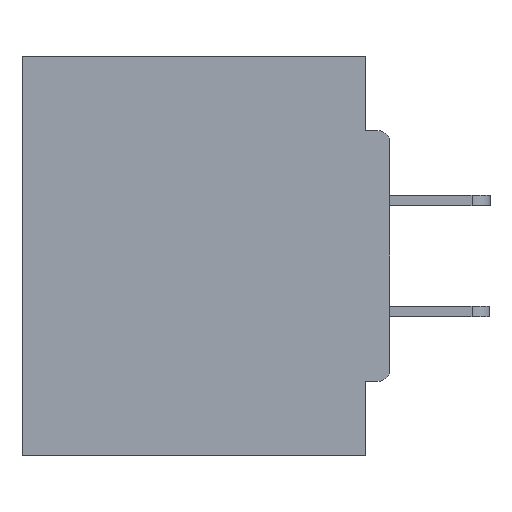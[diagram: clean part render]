
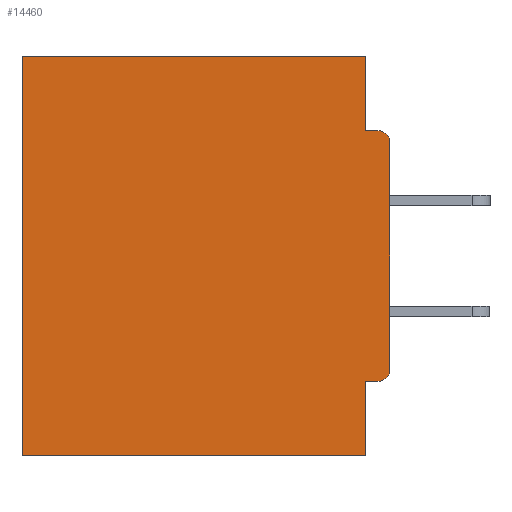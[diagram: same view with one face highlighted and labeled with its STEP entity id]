
A CAD part, left-side view. The second image highlights one B-rep face of the part: STEP entity #14460.
In plain terms, the highlighted planar face has unit normal (-1, 0, 0).
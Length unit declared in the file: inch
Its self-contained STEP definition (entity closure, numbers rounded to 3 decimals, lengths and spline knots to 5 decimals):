
#198 = ORIENTED_EDGE ( 'NONE', *, *, #6949, .T. ) ;
#616 = AXIS2_PLACEMENT_3D ( 'NONE', #23649, #16436, #14212 ) ;
#669 = ORIENTED_EDGE ( 'NONE', *, *, #11086, .F. ) ;
#867 = VERTEX_POINT ( 'NONE', #26702 ) ;
#1170 = CARTESIAN_POINT ( 'NONE',  ( 0.298, 0., 0. ) ) ;
#1823 = CARTESIAN_POINT ( 'NONE',  ( 0.298, 0.031, -0.0935 ) ) ;
#1833 = DIRECTION ( 'NONE',  ( 0., 0., -1. ) ) ;
#2359 = DIRECTION ( 'NONE',  ( -1., 0., 0. ) ) ;
#2880 = CARTESIAN_POINT ( 'NONE',  ( 0.298, 0., -0.3915 ) ) ;
#2978 = CARTESIAN_POINT ( 'NONE',  ( 0.298, 0.031, -0.4065 ) ) ;
#4057 = CARTESIAN_POINT ( 'NONE',  ( 0.298, 0.46, 0. ) ) ;
#4080 = EDGE_LOOP ( 'NONE', ( #26120, #12947, #13990, #198, #25118, #669, #15005, #17441, #29508, #29320 ) ) ;
#4169 = EDGE_CURVE ( 'NONE', #20474, #18593, #8063, .T. ) ;
#4689 = CARTESIAN_POINT ( 'NONE',  ( 0.298, 0., -0.5 ) ) ;
#4911 = VERTEX_POINT ( 'NONE', #11531 ) ;
#6787 = VERTEX_POINT ( 'NONE', #4057 ) ;
#6949 = EDGE_CURVE ( 'NONE', #16383, #6787, #20495, .T. ) ;
#7331 = EDGE_CURVE ( 'NONE', #20474, #20183, #28486, .T. ) ;
#7558 = VECTOR ( 'NONE', #28813, 39.37008 ) ;
#8063 = CIRCLE ( 'NONE', #11806, 0.015 ) ;
#8252 = VERTEX_POINT ( 'NONE', #2978 ) ;
#8625 = DIRECTION ( 'NONE',  ( 0., 1., 0. ) ) ;
#8674 = LINE ( 'NONE', #25159, #27383 ) ;
#9063 = LINE ( 'NONE', #28265, #17089 ) ;
#9302 = CARTESIAN_POINT ( 'NONE',  ( 0.298, 0.031, 0. ) ) ;
#9535 = EDGE_CURVE ( 'NONE', #6787, #27269, #27548, .T. ) ;
#10245 = DIRECTION ( 'NONE',  ( 0., 0., -1. ) ) ;
#10744 = CARTESIAN_POINT ( 'NONE',  ( 0.298, 0.031, -0.5 ) ) ;
#11086 = EDGE_CURVE ( 'NONE', #4911, #27269, #20330, .T. ) ;
#11531 = CARTESIAN_POINT ( 'NONE',  ( 0.298, 0.031, -0.5 ) ) ;
#11806 = AXIS2_PLACEMENT_3D ( 'NONE', #16998, #2359, #10245 ) ;
#12308 = DIRECTION ( 'NONE',  ( 0., 0., -1. ) ) ;
#12852 = VECTOR ( 'NONE', #20573, 39.37008 ) ;
#12947 = ORIENTED_EDGE ( 'NONE', *, *, #13553, .F. ) ;
#13009 = VERTEX_POINT ( 'NONE', #1823 ) ;
#13553 = EDGE_CURVE ( 'NONE', #13009, #18593, #9063, .T. ) ;
#13801 = CIRCLE ( 'NONE', #616, 0.015 ) ;
#13990 = ORIENTED_EDGE ( 'NONE', *, *, #14611, .F. ) ;
#14212 = DIRECTION ( 'NONE',  ( 0., 0., -1. ) ) ;
#14460 = ADVANCED_FACE ( 'NONE', ( #28121 ), #16468, .F. ) ;
#14611 = EDGE_CURVE ( 'NONE', #16383, #13009, #30040, .T. ) ;
#15005 = ORIENTED_EDGE ( 'NONE', *, *, #23985, .F. ) ;
#16383 = VERTEX_POINT ( 'NONE', #9302 ) ;
#16406 = EDGE_CURVE ( 'NONE', #867, #8252, #17503, .T. ) ;
#16436 = DIRECTION ( 'NONE',  ( -1., 0., 0. ) ) ;
#16468 = PLANE ( 'NONE',  #29970 ) ;
#16633 = VECTOR ( 'NONE', #12308, 39.37008 ) ;
#16998 = CARTESIAN_POINT ( 'NONE',  ( 0.298, 0.015, -0.1085 ) ) ;
#17089 = VECTOR ( 'NONE', #21222, 39.37008 ) ;
#17186 = CARTESIAN_POINT ( 'NONE',  ( 0.298, 0., -0.1085 ) ) ;
#17213 = CARTESIAN_POINT ( 'NONE',  ( 0.298, 0.46, -0.5 ) ) ;
#17237 = VECTOR ( 'NONE', #28386, 39.37008 ) ;
#17441 = ORIENTED_EDGE ( 'NONE', *, *, #16406, .F. ) ;
#17503 = LINE ( 'NONE', #21675, #7558 ) ;
#18593 = VERTEX_POINT ( 'NONE', #27725 ) ;
#20183 = VERTEX_POINT ( 'NONE', #2880 ) ;
#20330 = LINE ( 'NONE', #4689, #26080 ) ;
#20474 = VERTEX_POINT ( 'NONE', #17186 ) ;
#20495 = LINE ( 'NONE', #1170, #24342 ) ;
#20573 = DIRECTION ( 'NONE',  ( 0., 0., -1. ) ) ;
#21104 = EDGE_CURVE ( 'NONE', #867, #20183, #13801, .T. ) ;
#21222 = DIRECTION ( 'NONE',  ( 0., -1., 0. ) ) ;
#21675 = CARTESIAN_POINT ( 'NONE',  ( 0.298, 0., -0.4065 ) ) ;
#21811 = DIRECTION ( 'NONE',  ( 0., 1., 0. ) ) ;
#23649 = CARTESIAN_POINT ( 'NONE',  ( 0.298, 0.015, -0.3915 ) ) ;
#23985 = EDGE_CURVE ( 'NONE', #8252, #4911, #8674, .T. ) ;
#24342 = VECTOR ( 'NONE', #8625, 39.37008 ) ;
#24780 = CARTESIAN_POINT ( 'NONE',  ( 0.298, 0.46, 0. ) ) ;
#25118 = ORIENTED_EDGE ( 'NONE', *, *, #9535, .T. ) ;
#25159 = CARTESIAN_POINT ( 'NONE',  ( 0.298, 0.031, -0.5 ) ) ;
#25994 = DIRECTION ( 'NONE',  ( 1., 0., 0. ) ) ;
#26080 = VECTOR ( 'NONE', #21811, 39.37008 ) ;
#26120 = ORIENTED_EDGE ( 'NONE', *, *, #4169, .T. ) ;
#26702 = CARTESIAN_POINT ( 'NONE',  ( 0.298, 0.015, -0.4065 ) ) ;
#27269 = VERTEX_POINT ( 'NONE', #17213 ) ;
#27383 = VECTOR ( 'NONE', #28040, 39.37008 ) ;
#27548 = LINE ( 'NONE', #24780, #17237 ) ;
#27725 = CARTESIAN_POINT ( 'NONE',  ( 0.298, 0.015, -0.0935 ) ) ;
#28040 = DIRECTION ( 'NONE',  ( 0., 0., -1. ) ) ;
#28121 = FACE_OUTER_BOUND ( 'NONE', #4080, .T. ) ;
#28229 = CARTESIAN_POINT ( 'NONE',  ( 0.298, 0., 0. ) ) ;
#28265 = CARTESIAN_POINT ( 'NONE',  ( 0.298, 0., -0.0935 ) ) ;
#28386 = DIRECTION ( 'NONE',  ( 0., 0., -1. ) ) ;
#28486 = LINE ( 'NONE', #29505, #16633 ) ;
#28813 = DIRECTION ( 'NONE',  ( 0., 1., 0. ) ) ;
#29320 = ORIENTED_EDGE ( 'NONE', *, *, #7331, .F. ) ;
#29505 = CARTESIAN_POINT ( 'NONE',  ( 0.298, 0., 0. ) ) ;
#29508 = ORIENTED_EDGE ( 'NONE', *, *, #21104, .T. ) ;
#29970 = AXIS2_PLACEMENT_3D ( 'NONE', #28229, #25994, #1833 ) ;
#30040 = LINE ( 'NONE', #10744, #12852 ) ;
